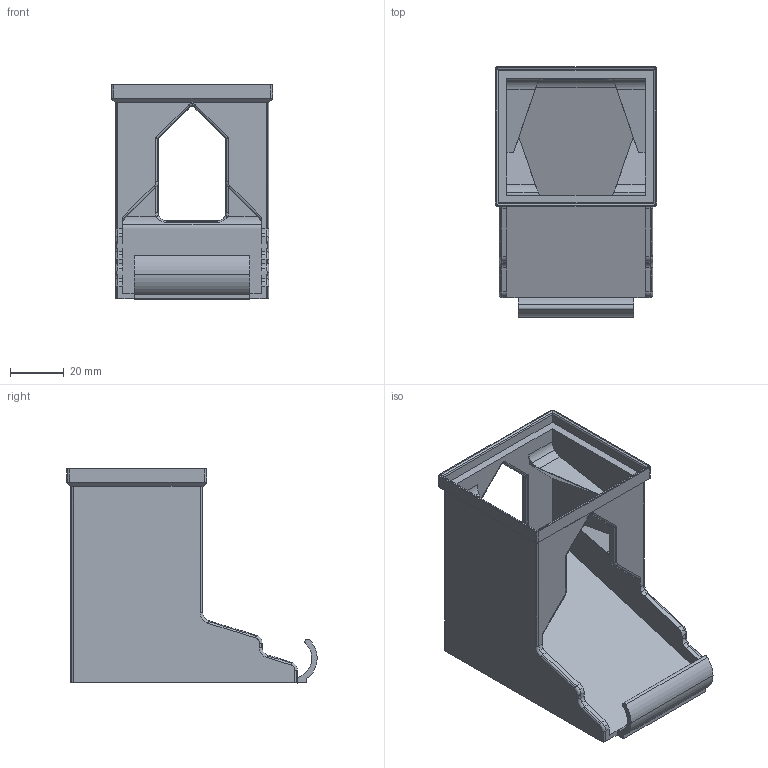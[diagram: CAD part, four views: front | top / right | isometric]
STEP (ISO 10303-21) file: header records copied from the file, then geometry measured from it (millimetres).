
FILE_DESCRIPTION(('STEP AP214'),'1');
FILE_NAME('tmp0.stp','2014-07-19T09:00:31',(' '),(' '),'Spatial InterOp 3D',' ',' ');
FILE_SCHEMA(('automotive_design'));
Length unit declared in the file: millimetre
Products named in the file (1): 1
Bounding box: 60 x 92.96 x 79.57 mm (x, y, z)
Volume: 103525.6 mm3; surface area: 37458.1 mm2
Topology: 1 solids, 1 shells, 242 faces, 631 edges, 388 vertices
Faces by surface type: cylinder 121, plane 86, torus 22, bspline 13
Entity records: 9805 total; most frequent: CARTESIAN_POINT 1790, DIRECTION 1329, ORIENTED_EDGE 1258, EDGE_CURVE 629, AXIS2_PLACEMENT_3D 485, VERTEX_POINT 388, LINE 359, VECTOR 359
